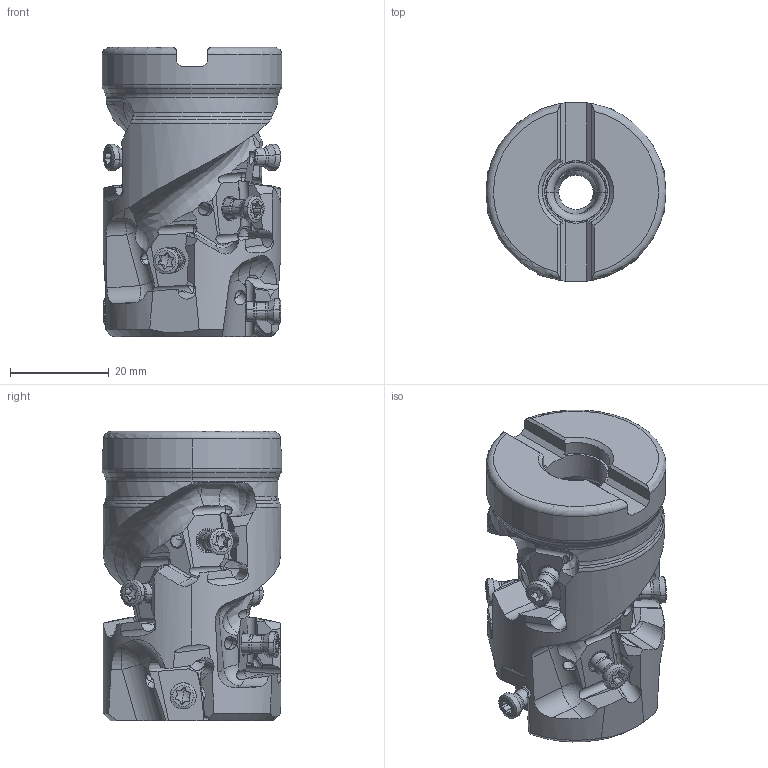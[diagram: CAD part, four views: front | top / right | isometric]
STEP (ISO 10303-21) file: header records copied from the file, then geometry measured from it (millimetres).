
FILE_DESCRIPTION(/* description */ (''),/* implementation_level */ '2;1');
FILE_NAME(/* name */ 'VPX300UR1_5002AA1608.stp',/* time_stamp */ '2021-06-22T11:13:33+09:00',/* author */ (''),/* organization */ (''),/* preprocessor_version */ 'ST-DEVELOPER v16',/* originating_system */ 'SIEMENS PLM Software NX 10.0',/* authorisation */ '');
FILE_SCHEMA (('AUTOMOTIVE_DESIGN { 1 0 10303 214 3 1 1 1 }'));
Length unit declared in the file: millimetre
Products named in the file (1): VPX300UR1_5002AA1608_ASM
Bounding box: 36.51 x 36.51 x 58.73 mm (x, y, z)
Volume: 38542.7 mm3; surface area: 14590.3 mm2
Topology: 9 solids, 9 shells, 919 faces, 2583 edges, 1661 vertices
Faces by surface type: cylinder 407, plane 244, cone 120, sphere 64, torus 58, bspline 14, extrusion 12
Entity records: 39636 total; most frequent: CARTESIAN_POINT 16448, ORIENTED_EDGE 5054, DIRECTION 4603, EDGE_CURVE 2527, AXIS2_PLACEMENT_3D 1861, VERTEX_POINT 1650, EDGE_LOOP 965, ADVANCED_FACE 919
